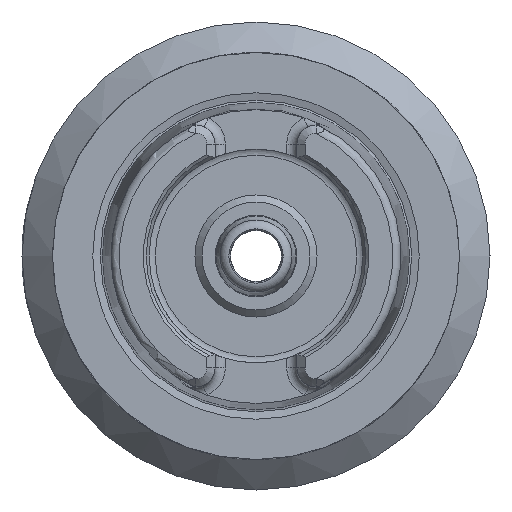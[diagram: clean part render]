
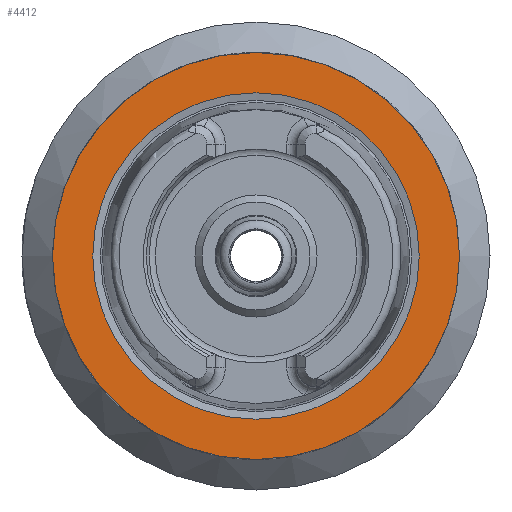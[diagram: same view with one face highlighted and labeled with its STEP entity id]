
A CAD part, left-side view. The second image highlights one B-rep face of the part: STEP entity #4412.
In plain terms, the highlighted planar face has unit normal (-1, 0, 0).
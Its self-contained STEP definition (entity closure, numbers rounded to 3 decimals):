
#3499=CARTESIAN_POINT('',(0.0,20.0,0.0));
#3500=VERTEX_POINT('',#3499);
#3501=CARTESIAN_POINT('',(0.0,0.0,0.0));
#3502=DIRECTION('',(1.0,0.0,0.0));
#3503=DIRECTION('',(0.0,1.0,0.0));
#3504=AXIS2_PLACEMENT_3D('',#3501,#3502,#3503);
#3505=CIRCLE('',#3504,20.0);
#3506=EDGE_CURVE('',#3500,#3500,#3505,.T.);
#4386=CARTESIAN_POINT('',(0.0,16.046,0.0));
#4387=VERTEX_POINT('',#4386);
#4388=CARTESIAN_POINT('',(0.0,0.0,0.0));
#4389=DIRECTION('',(1.0,0.0,0.0));
#4390=DIRECTION('',(0.0,1.0,0.0));
#4391=AXIS2_PLACEMENT_3D('',#4388,#4389,#4390);
#4392=CIRCLE('',#4391,16.046);
#4393=EDGE_CURVE('',#4387,#4387,#4392,.T.);
#4401=CARTESIAN_POINT('',(0.0,18.023,0.0));
#4402=DIRECTION('',(-1.0,0.0,0.0));
#4403=DIRECTION('',(0.0,0.0,1.0));
#4404=AXIS2_PLACEMENT_3D('',#4401,#4402,#4403);
#4405=PLANE('',#4404);
#4406=ORIENTED_EDGE('',*,*,#3506,.F.);
#4407=EDGE_LOOP('',(#4406));
#4408=FACE_OUTER_BOUND('',#4407,.T.);
#4409=ORIENTED_EDGE('',*,*,#4393,.T.);
#4410=EDGE_LOOP('',(#4409));
#4411=FACE_BOUND('',#4410,.T.);
#4412=ADVANCED_FACE('',(#4408,#4411),#4405,.T.);
